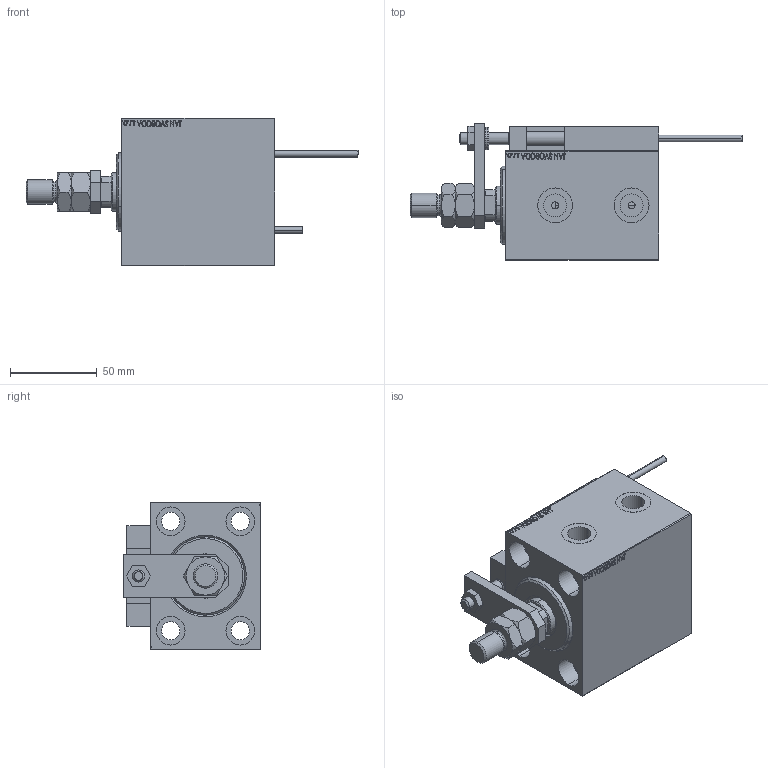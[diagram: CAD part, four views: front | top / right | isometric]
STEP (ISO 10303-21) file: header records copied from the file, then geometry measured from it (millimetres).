
FILE_DESCRIPTION (( 'STEP AP203' ), '1' );
FILE_NAME ('0013.STEP', '2021-11-01T14:41:02', ( '' ), ( '' ), 'SwSTEP 2.0', 'SolidWorks 2019', '' );
FILE_SCHEMA (( 'CONFIG_CONTROL_DESIGN' ));
Length unit declared in the file: millimetre
Products named in the file (16): NUT_D12 7d63c27f47055829d5612483b88b3eb2; SWITCH X 7d63c27f47055829d5612483b88b3eb2; V450CM_C_VCP 7d63c27f47055829d5612483b88b3eb2; X_Y_MTA 7d63c27f47055829d5612483b88b3eb2; ALLEN BOLT D8 7d63c27f47055829d5612483b88b3eb2; V450CM_VC_B 7d63c27f47055829d5612483b88b3eb2; ZARAZKA 7d63c27f47055829d5612483b88b3eb2; TYC_L79 7d63c27f47055829d5612483b88b3eb2; ALLEN BOLT D5 7d63c27f47055829d5612483b88b3eb2; SWITCH DIM B,W 7d63c27f47055829d5612483b88b3eb2; KONCOVKA 7d63c27f47055829d5612483b88b3eb2; MAGNET 7d63c27f47055829d5612483b88b3eb2; 0013; SWITCH_X_FRONT_BACK 7d63c27f47055829d5612483b88b3eb2; Block 7d63c27f47055829d5612483b88b3eb2; V450CM_C 7d63c27f47055829d5612483b88b3eb2
Assembly tree (25 placements, depth 3):
  0013
    V450CM_C 7d63c27f47055829d5612483b88b3eb2
    SWITCH X 7d63c27f47055829d5612483b88b3eb2
      SWITCH_X_FRONT_BACK 7d63c27f47055829d5612483b88b3eb2  x2
      TYC_L79 7d63c27f47055829d5612483b88b3eb2
      Block 7d63c27f47055829d5612483b88b3eb2  x2
      ALLEN BOLT D5 7d63c27f47055829d5612483b88b3eb2  x4
      ALLEN BOLT D8 7d63c27f47055829d5612483b88b3eb2  x4
      MAGNET 7d63c27f47055829d5612483b88b3eb2  x2
      KONCOVKA 7d63c27f47055829d5612483b88b3eb2  x2
    NUT_D12 7d63c27f47055829d5612483b88b3eb2
    SWITCH DIM B,W 7d63c27f47055829d5612483b88b3eb2
    ZARAZKA 7d63c27f47055829d5612483b88b3eb2
    V450CM_C_VCP 7d63c27f47055829d5612483b88b3eb2
    V450CM_VC_B 7d63c27f47055829d5612483b88b3eb2
    X_Y_MTA 7d63c27f47055829d5612483b88b3eb2
Bounding box: 191 x 78.5 x 85 mm (x, y, z)
Volume: 464049.9 mm3; surface area: 108656.9 mm2
Topology: 24 solids, 24 shells, 1348 faces, 3214 edges, 2045 vertices
Faces by surface type: plane 580, bspline 380, cylinder 204, cone 134, torus 46, sphere 4
Entity records: 52508 total; most frequent: CARTESIAN_POINT 26759, ORIENTED_EDGE 5448, DIRECTION 3734, EDGE_CURVE 2724, VERTEX_POINT 1769, VECTOR 1522, LINE 1522, EDGE_LOOP 1265
